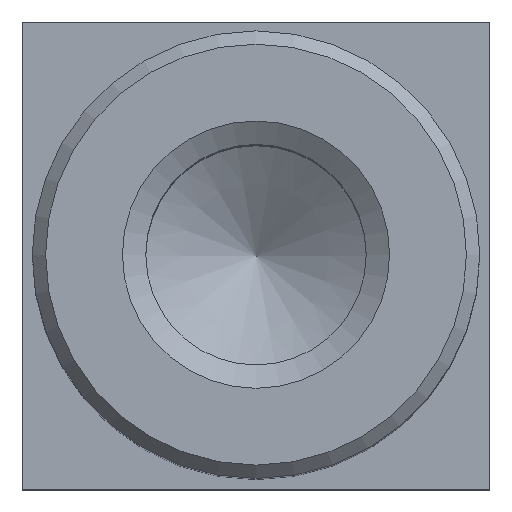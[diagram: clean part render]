
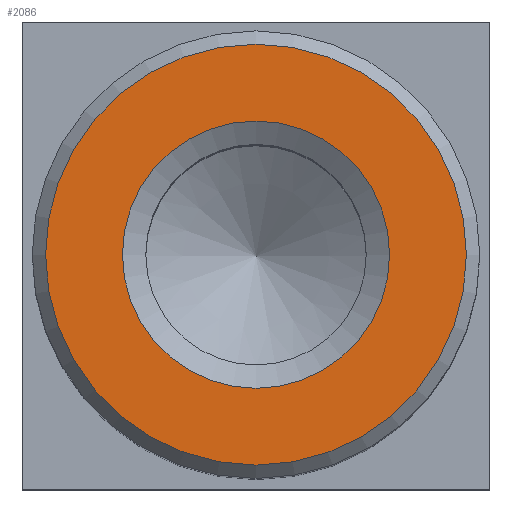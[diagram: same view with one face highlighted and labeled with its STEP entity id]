
A CAD part, top view. The second image highlights one B-rep face of the part: STEP entity #2086.
In plain terms, the highlighted planar face has unit normal (0, 0, 1).
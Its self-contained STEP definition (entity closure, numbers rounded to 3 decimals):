
#522=FACE_BOUND($,#876,.T.);
#666=FACE_OUTER_BOUND($,#875,.T.);
#875=EDGE_LOOP($,(#1852));
#876=EDGE_LOOP($,(#1853));
#928=CIRCLE($,#2176,2.);
#930=CIRCLE($,#2196,3.15);
#985=VERTEX_POINT($,#3025);
#987=VERTEX_POINT($,#3047);
#1158=EDGE_CURVE($,#985,#985,#928,.T.);
#1160=EDGE_CURVE($,#987,#987,#930,.T.);
#1852=ORIENTED_EDGE($,*,*,#1160,.T.);
#1853=ORIENTED_EDGE($,*,*,#1158,.T.);
#1942=PLANE($,#2290);
#2086=ADVANCED_FACE($,(#666,#522),#1942,.T.);
#2176=AXIS2_PLACEMENT_3D($,#3026,#2465,#2466);
#2196=AXIS2_PLACEMENT_3D($,#3048,#2505,#2506);
#2290=AXIS2_PLACEMENT_3D($,#3453,#2885,#2886);
#2465=DIRECTION('center_axis',(0.,0.,-1.));
#2466=DIRECTION('ref_axis',(1.,0.,0.));
#2505=DIRECTION('center_axis',(0.,0.,1.));
#2506=DIRECTION('ref_axis',(1.,0.,0.));
#2885=DIRECTION('center_axis',(0.,0.,1.));
#2886=DIRECTION('ref_axis',(1.,0.,0.));
#3025=CARTESIAN_POINT('',(2.,0.,13.));
#3026=CARTESIAN_POINT('Origin',(0.,0.,
13.));
#3047=CARTESIAN_POINT('',(-3.15,0.,13.));
#3048=CARTESIAN_POINT('Origin',(0.,0.,
13.));
#3453=CARTESIAN_POINT('Origin',(0.,0.,
13.));
